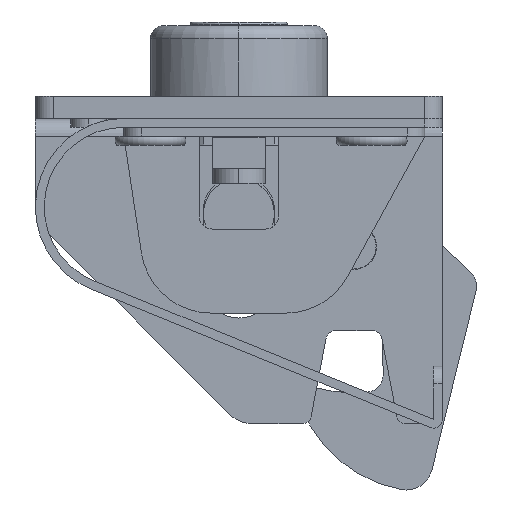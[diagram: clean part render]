
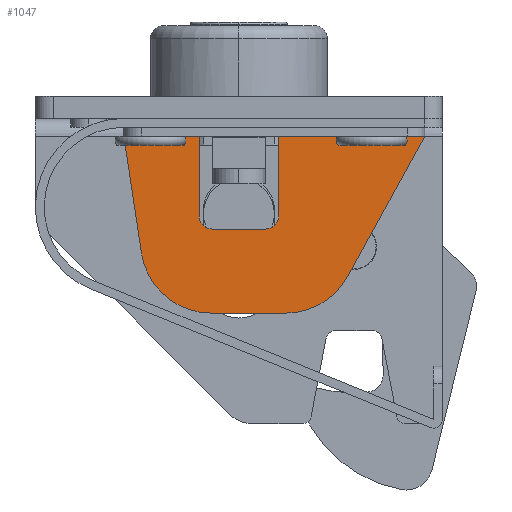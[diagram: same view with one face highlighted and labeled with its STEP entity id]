
A CAD part, left-side view. The second image highlights one B-rep face of the part: STEP entity #1047.
In plain terms, the highlighted planar face has unit normal (-1, 0, 0).
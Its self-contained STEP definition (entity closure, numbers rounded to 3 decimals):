
#19 = CARTESIAN_POINT ( 'NONE',  ( 6.5, 13., -1. ) ) ;
#27 = DIRECTION ( 'NONE',  ( -1., 0., 0. ) ) ;
#245 = CARTESIAN_POINT ( 'NONE',  ( 6.5, -3., -11.5 ) ) ;
#247 = ORIENTED_EDGE ( 'NONE', *, *, #5851, .T. ) ;
#306 = EDGE_CURVE ( 'NONE', #4470, #3334, #4920, .T. ) ;
#320 = VECTOR ( 'NONE', #322, 1000. ) ;
#322 = DIRECTION ( 'NONE',  ( 0., 1., 0. ) ) ;
#476 = VERTEX_POINT ( 'NONE', #7117 ) ;
#500 = VECTOR ( 'NONE', #2240, 1000. ) ;
#641 = DIRECTION ( 'NONE',  ( -1., 0., 0. ) ) ;
#644 = EDGE_LOOP ( 'NONE', ( #4958, #9236, #4736, #661, #8417, #8744, #247, #2544, #2304, #5985, #3069, #6184 ) ) ;
#661 = ORIENTED_EDGE ( 'NONE', *, *, #5988, .T. ) ;
#878 = LINE ( 'NONE', #7701, #1790 ) ;
#1042 = EDGE_CURVE ( 'NONE', #9206, #9027, #878, .T. ) ;
#1047 = ADVANCED_FACE ( 'NONE', ( #5726 ), #2525, .F. ) ;
#1129 = VERTEX_POINT ( 'NONE', #4298 ) ;
#1190 = DIRECTION ( 'NONE',  ( 0., 0., -1. ) ) ;
#1456 = CARTESIAN_POINT ( 'NONE',  ( 6.5, 3.111, -13. ) ) ;
#1497 = DIRECTION ( 'NONE',  ( 0., 1., 0. ) ) ;
#1524 = CARTESIAN_POINT ( 'NONE',  ( 6.5, 3.111, -21. ) ) ;
#1790 = VECTOR ( 'NONE', #3255, 1000. ) ;
#1840 = DIRECTION ( 'NONE',  ( 0., 0., -1. ) ) ;
#1891 = DIRECTION ( 'NONE',  ( 0., 0., -1. ) ) ;
#2033 = DIRECTION ( 'NONE',  ( 1., 0., 0. ) ) ;
#2101 = LINE ( 'NONE', #7809, #5104 ) ;
#2122 = VERTEX_POINT ( 'NONE', #1524 ) ;
#2240 = DIRECTION ( 'NONE',  ( 0., 0., 1. ) ) ;
#2304 = ORIENTED_EDGE ( 'NONE', *, *, #306, .T. ) ;
#2525 = PLANE ( 'NONE',  #8537 ) ;
#2544 = ORIENTED_EDGE ( 'NONE', *, *, #8584, .T. ) ;
#2572 = VECTOR ( 'NONE', #1891, 1000. ) ;
#2631 = CARTESIAN_POINT ( 'NONE',  ( 6.5, -3., -10. ) ) ;
#2774 = AXIS2_PLACEMENT_3D ( 'NONE', #2631, #7781, #8549 ) ;
#2888 = CARTESIAN_POINT ( 'NONE',  ( 6.5, -5.27, -13. ) ) ;
#2983 = DIRECTION ( 'NONE',  ( 0., 0., -1. ) ) ;
#3069 = ORIENTED_EDGE ( 'NONE', *, *, #5975, .T. ) ;
#3115 = VECTOR ( 'NONE', #1497, 1000. ) ;
#3255 = DIRECTION ( 'NONE',  ( 0., 1., 0. ) ) ;
#3334 = VERTEX_POINT ( 'NONE', #9380 ) ;
#3696 = CARTESIAN_POINT ( 'NONE',  ( 6.5, 4.5, 0. ) ) ;
#3849 = VECTOR ( 'NONE', #9032, 1000. ) ;
#3860 = CARTESIAN_POINT ( 'NONE',  ( 6.5, 12.399, -5.01 ) ) ;
#3948 = CARTESIAN_POINT ( 'NONE',  ( 6.5, -21., -11.5 ) ) ;
#4041 = CARTESIAN_POINT ( 'NONE',  ( 6.5, -21., 0. ) ) ;
#4051 = CARTESIAN_POINT ( 'NONE',  ( 6.5, 4.5, -1. ) ) ;
#4071 = EDGE_CURVE ( 'NONE', #3334, #7711, #9523, .T. ) ;
#4108 = CARTESIAN_POINT ( 'NONE',  ( 6.5, -21., -1. ) ) ;
#4278 = LINE ( 'NONE', #5929, #3115 ) ;
#4298 = CARTESIAN_POINT ( 'NONE',  ( 6.5, -12.28, -16.855 ) ) ;
#4340 = DIRECTION ( 'NONE',  ( 0., 0., -1. ) ) ;
#4470 = VERTEX_POINT ( 'NONE', #245 ) ;
#4736 = ORIENTED_EDGE ( 'NONE', *, *, #9284, .F. ) ;
#4920 = LINE ( 'NONE', #3948, #320 ) ;
#4958 = ORIENTED_EDGE ( 'NONE', *, *, #6163, .T. ) ;
#4978 = CARTESIAN_POINT ( 'NONE',  ( 6.5, -4.5, -10. ) ) ;
#5104 = VECTOR ( 'NONE', #6401, 1000. ) ;
#5110 = LINE ( 'NONE', #7094, #2572 ) ;
#5248 = CARTESIAN_POINT ( 'NONE',  ( 6.5, -4.5, -1. ) ) ;
#5308 = VECTOR ( 'NONE', #7998, 1000. ) ;
#5361 = CIRCLE ( 'NONE', #6211, 8. ) ;
#5564 = DIRECTION ( 'NONE',  ( 1., 0., 0. ) ) ;
#5726 = FACE_OUTER_BOUND ( 'NONE', #644, .T. ) ;
#5851 = EDGE_CURVE ( 'NONE', #9027, #6656, #5110, .T. ) ;
#5929 = CARTESIAN_POINT ( 'NONE',  ( 6.5, -21., -1. ) ) ;
#5975 = EDGE_CURVE ( 'NONE', #7711, #8645, #7554, .T. ) ;
#5985 = ORIENTED_EDGE ( 'NONE', *, *, #4071, .T. ) ;
#5988 = EDGE_CURVE ( 'NONE', #476, #1129, #5361, .T. ) ;
#6163 = EDGE_CURVE ( 'NONE', #9541, #9456, #6743, .T. ) ;
#6184 = ORIENTED_EDGE ( 'NONE', *, *, #8035, .T. ) ;
#6211 = AXIS2_PLACEMENT_3D ( 'NONE', #2888, #641, #2983 ) ;
#6401 = DIRECTION ( 'NONE',  ( 0., -0.482, 0.876 ) ) ;
#6428 = CARTESIAN_POINT ( 'NONE',  ( 6.5, -21., -21. ) ) ;
#6482 = EDGE_CURVE ( 'NONE', #1129, #9206, #2101, .T. ) ;
#6565 = LINE ( 'NONE', #6428, #5308 ) ;
#6656 = VERTEX_POINT ( 'NONE', #4978 ) ;
#6743 = LINE ( 'NONE', #3860, #3849 ) ;
#7094 = CARTESIAN_POINT ( 'NONE',  ( 6.5, -4.5, 0. ) ) ;
#7117 = CARTESIAN_POINT ( 'NONE',  ( 6.5, -5.27, -21. ) ) ;
#7405 = CARTESIAN_POINT ( 'NONE',  ( 6.5, 11.022, -14.187 ) ) ;
#7554 = LINE ( 'NONE', #3696, #500 ) ;
#7701 = CARTESIAN_POINT ( 'NONE',  ( 6.5, -21., -1. ) ) ;
#7711 = VERTEX_POINT ( 'NONE', #7915 ) ;
#7781 = DIRECTION ( 'NONE',  ( 1., 0., 0. ) ) ;
#7809 = CARTESIAN_POINT ( 'NONE',  ( 6.5, -21.422, -0.232 ) ) ;
#7823 = AXIS2_PLACEMENT_3D ( 'NONE', #8660, #2033, #1190 ) ;
#7859 = CIRCLE ( 'NONE', #9525, 8. ) ;
#7915 = CARTESIAN_POINT ( 'NONE',  ( 6.5, 4.5, -10. ) ) ;
#7998 = DIRECTION ( 'NONE',  ( 0., 1., 0. ) ) ;
#8035 = EDGE_CURVE ( 'NONE', #8645, #9541, #4278, .T. ) ;
#8417 = ORIENTED_EDGE ( 'NONE', *, *, #6482, .T. ) ;
#8537 = AXIS2_PLACEMENT_3D ( 'NONE', #4041, #5564, #1840 ) ;
#8549 = DIRECTION ( 'NONE',  ( 0., 0., -1. ) ) ;
#8584 = EDGE_CURVE ( 'NONE', #6656, #4470, #8888, .T. ) ;
#8645 = VERTEX_POINT ( 'NONE', #4051 ) ;
#8660 = CARTESIAN_POINT ( 'NONE',  ( 6.5, 3., -10. ) ) ;
#8744 = ORIENTED_EDGE ( 'NONE', *, *, #1042, .T. ) ;
#8848 = EDGE_CURVE ( 'NONE', #9456, #2122, #7859, .T. ) ;
#8888 = CIRCLE ( 'NONE', #2774, 1.5 ) ;
#9027 = VERTEX_POINT ( 'NONE', #5248 ) ;
#9032 = DIRECTION ( 'NONE',  ( 0., -0.148, -0.989 ) ) ;
#9206 = VERTEX_POINT ( 'NONE', #4108 ) ;
#9236 = ORIENTED_EDGE ( 'NONE', *, *, #8848, .T. ) ;
#9284 = EDGE_CURVE ( 'NONE', #476, #2122, #6565, .T. ) ;
#9380 = CARTESIAN_POINT ( 'NONE',  ( 6.5, 3., -11.5 ) ) ;
#9456 = VERTEX_POINT ( 'NONE', #7405 ) ;
#9523 = CIRCLE ( 'NONE', #7823, 1.5 ) ;
#9525 = AXIS2_PLACEMENT_3D ( 'NONE', #1456, #27, #4340 ) ;
#9541 = VERTEX_POINT ( 'NONE', #19 ) ;
